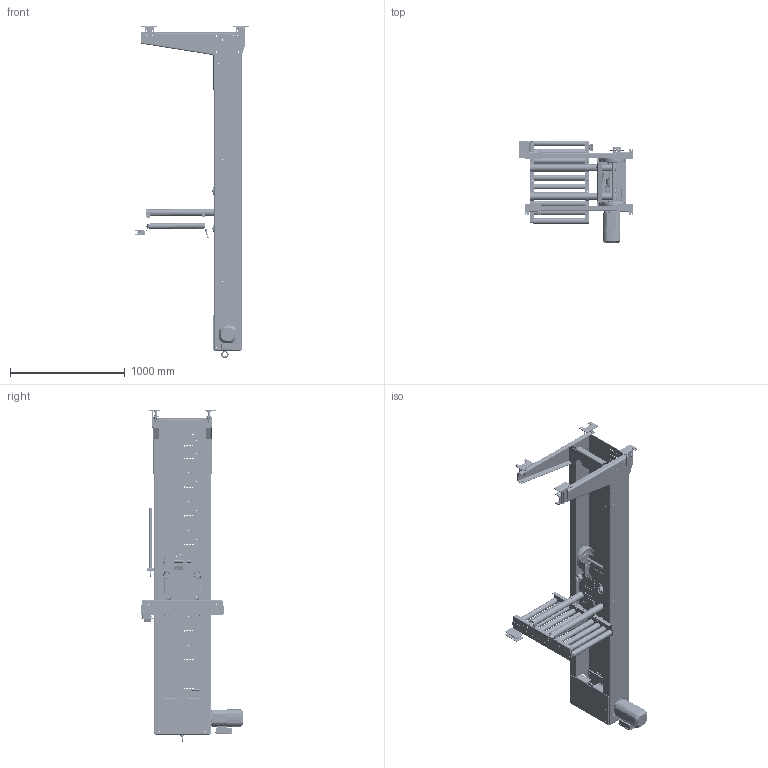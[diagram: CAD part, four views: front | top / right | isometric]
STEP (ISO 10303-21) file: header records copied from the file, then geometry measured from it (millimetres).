
FILE_DESCRIPTION((''),'2;1');
FILE_NAME('MK1 met rollerdrivebaan.stp','2011-05-23T09:45:23',('Hendri'),(''),'Autodesk Inventor 2011','Autodesk Inventor 2011','');
FILE_SCHEMA(('AUTOMOTIVE_DESIGN { 1 0 10303 214 1 1 1 1 }'));
Length unit declared in the file: millimetre
Products named in the file (1): MK1 met rollerdrivebaan
Bounding box: 986.54 x 892.6 x 2888 mm (x, y, z)
Volume: 3963122 mm3; surface area: 12729345 mm2
Topology: 19 solids, 35 shells, 3562 faces, 8995 edges, 5721 vertices
Faces by surface type: plane 1805, cylinder 1108, cone 482, torus 106, bspline 54, sphere 7
Full cylindrical faces by diameter (mm): 1 x8, 2.5 x8, 3.242 x2, 4.134 x2, 4.3 x3, 4.917 x23, 6 x14, 6.5 x8, 6.647 x66, 7 x25, 8 x12, 8.3 x2, 8.376 x10, 8.5 x60, 9 x19, 10 x8, 10.106 x4, 10.2 x6, 10.5 x4, 11 x33, 12 x76, 12.5 x4, 13 x9, 13.5 x4, 14 x14, 14.917 x4, 15 x1, 16 x13, 16.5 x3, 18 x10
Entity records: 105956 total; most frequent: CARTESIAN_POINT 20274, DIRECTION 17233, ORIENTED_EDGE 15356, EDGE_CURVE 7678, AXIS2_PLACEMENT_3D 6570, EDGE_LOOP 5597, VERTEX_POINT 5431, VECTOR 4093
